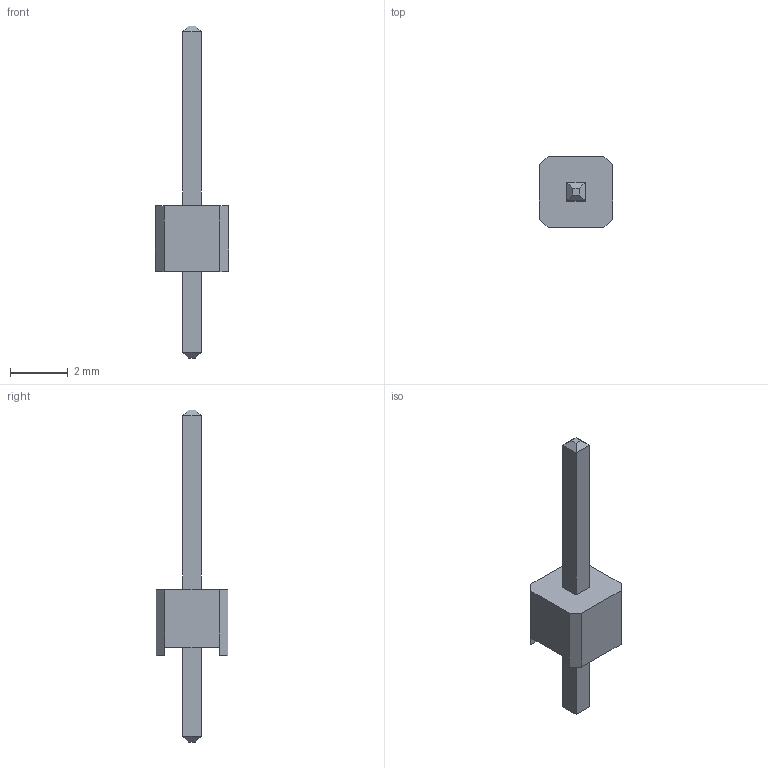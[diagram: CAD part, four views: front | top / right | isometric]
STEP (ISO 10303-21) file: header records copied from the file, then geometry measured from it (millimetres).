
FILE_DESCRIPTION (( 'STEP AP214' ), '1' );
FILE_NAME ('User Library-Header_Male_1Pin.STEP', '2014-03-19T15:42:33', ( 'Windows User' ), ( '' ), 'SwSTEP 2.0', 'SolidWorks 2014', '' );
FILE_SCHEMA (( 'AUTOMOTIVE_DESIGN' ));
Length unit declared in the file: millimetre
Products named in the file (3): User Library-Header_Male_1Pin_BodyArray; User Library-Header_Male_1Pin_PinArray; User Library-Header_Male_1Pin
Assembly tree (2 placements, depth 2):
  User Library-Header_Male_1Pin
    User Library-Header_Male_1Pin_PinArray
    User Library-Header_Male_1Pin_BodyArray
Bounding box: 2.54 x 2.49 x 11.54 mm (x, y, z)
Volume: 16.5 mm3; surface area: 68 mm2
Topology: 2 solids, 2 shells, 32 faces, 72 edges, 44 vertices
Faces by surface type: plane 32
Entity records: 1326 total; most frequent: CARTESIAN_POINT 153, DIRECTION 146, ORIENTED_EDGE 144, LINE 72, VECTOR 72, EDGE_CURVE 72, VERTEX_POINT 44, UNCERTAINTY_MEASURE_WITH_UNIT 39
